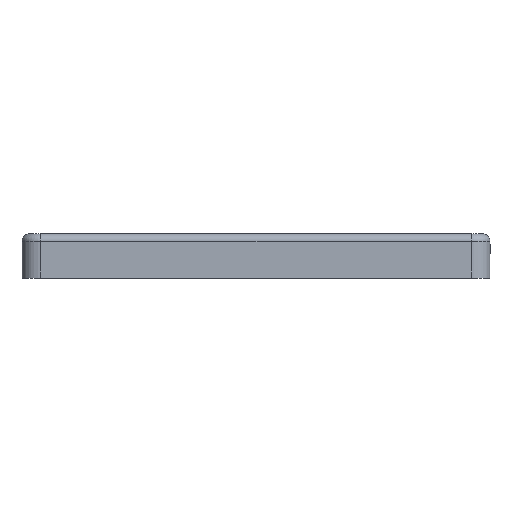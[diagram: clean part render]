
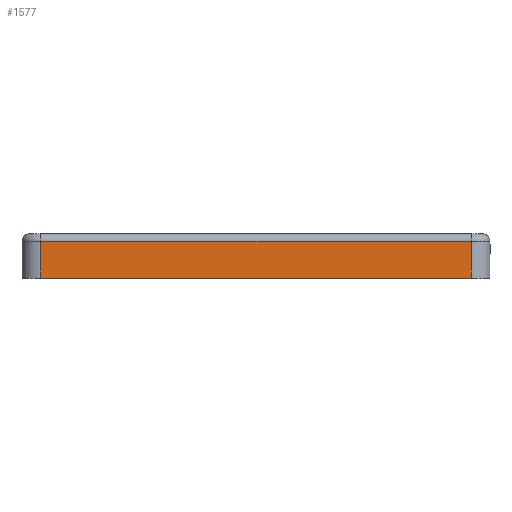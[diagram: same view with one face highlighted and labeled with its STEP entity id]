
A CAD part, left-side view. The second image highlights one B-rep face of the part: STEP entity #1577.
In plain terms, the highlighted face is planar.
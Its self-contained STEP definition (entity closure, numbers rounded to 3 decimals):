
#35=PLANE('',#1710);
#73=LINE('',#2484,#193);
#87=LINE('',#2535,#207);
#88=LINE('',#2537,#208);
#89=LINE('',#2539,#209);
#193=VECTOR('',#1945,1000.);
#207=VECTOR('',#1989,1000.);
#208=VECTOR('',#1990,1000.);
#209=VECTOR('',#1991,1000.);
#358=ORIENTED_EDGE('',*,*,#803,.T.);
#359=ORIENTED_EDGE('',*,*,#828,.F.);
#360=ORIENTED_EDGE('',*,*,#829,.F.);
#361=ORIENTED_EDGE('',*,*,#830,.T.);
#803=EDGE_CURVE('',#1040,#1039,#73,.T.);
#828=EDGE_CURVE('',#1062,#1039,#87,.T.);
#829=EDGE_CURVE('',#1063,#1062,#88,.T.);
#830=EDGE_CURVE('',#1063,#1040,#89,.T.);
#1039=VERTEX_POINT('',#2483);
#1040=VERTEX_POINT('',#2485);
#1062=VERTEX_POINT('',#2536);
#1063=VERTEX_POINT('',#2538);
#1297=EDGE_LOOP('',(#358,#359,#360,#361));
#1413=FACE_BOUND('',#1297,.T.);
#1577=ADVANCED_FACE('',(#1413),#35,.T.);
#1710=AXIS2_PLACEMENT_3D('',#2534,#1987,#1988);
#1945=DIRECTION('',(-1.,0.,0.));
#1987=DIRECTION('',(0.,0.,-1.));
#1988=DIRECTION('',(0.,-1.,0.));
#1989=DIRECTION('',(0.,-1.,0.));
#1990=DIRECTION('',(-1.,0.,0.));
#1991=DIRECTION('',(0.,-1.,0.));
#2483=CARTESIAN_POINT('',(-22.85,-4.7,-29.25));
#2484=CARTESIAN_POINT('',(22.85,-4.7,-29.25));
#2485=CARTESIAN_POINT('',(22.85,-4.7,-29.25));
#2534=CARTESIAN_POINT('',(22.85,0.,-29.25));
#2535=CARTESIAN_POINT('',(-22.85,0.,-29.25));
#2536=CARTESIAN_POINT('',(-22.85,-0.8,-29.25));
#2537=CARTESIAN_POINT('',(22.85,-0.8,-29.25));
#2538=CARTESIAN_POINT('',(22.85,-0.8,-29.25));
#2539=CARTESIAN_POINT('',(22.85,0.,-29.25));
